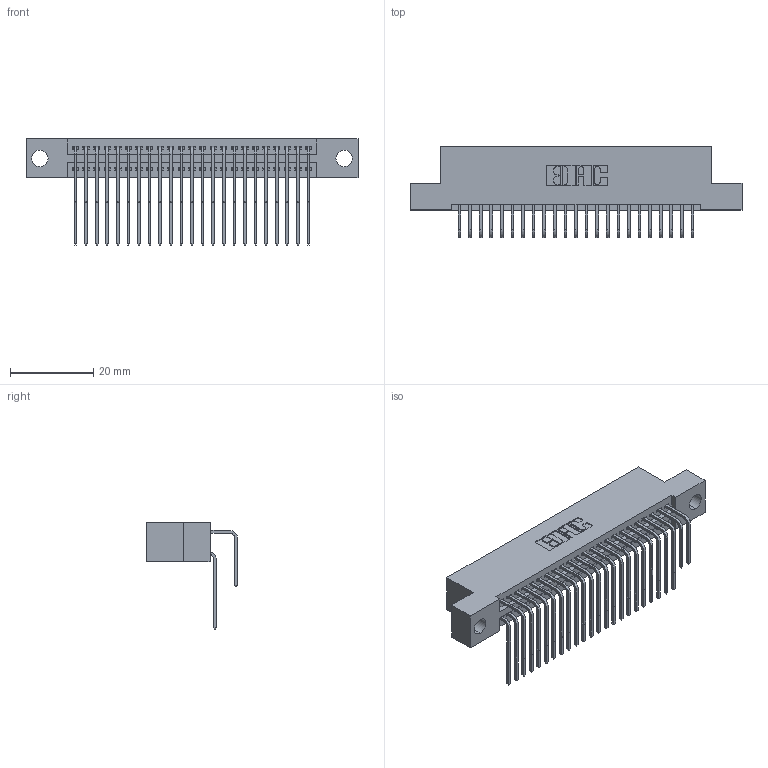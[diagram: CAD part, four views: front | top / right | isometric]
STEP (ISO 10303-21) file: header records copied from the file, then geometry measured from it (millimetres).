
FILE_DESCRIPTION (( 'STEP AP203' ), '1' );
FILE_NAME ('395-046-558-204.STEP', '2018-11-16T17:41:24', ( '' ), ( '' ), 'SwSTEP 2.0', 'SolidWorks 2016', '' );
FILE_SCHEMA (( 'CONFIG_CONTROL_DESIGN' ));
Length unit declared in the file: inch
Products named in the file (4): 345-292-001_558 Tail - 2; 345 Part_Flush Mounting Lugs - 0.156 Dia-TH; 395-046-558-204; 345-292-001_558 559 Tail - 1
Assembly tree (47 placements, depth 2):
  395-046-558-204
    345 Part_Flush Mounting Lugs - 0.156 Dia-TH
    345-292-001_558 559 Tail - 1  x23
    345-292-001_558 Tail - 2  x23
Bounding box: 79.63 x 21.83 x 25.53 mm (x, y, z)
Volume: 7736.4 mm3; surface area: 12130.7 mm2
Topology: 47 solids, 47 shells, 2518 faces, 7471 edges, 4918 vertices
Faces by surface type: plane 1690, cylinder 828
Entity records: 22259 total; most frequent: CARTESIAN_POINT 3795, ORIENTED_EDGE 3678, DIRECTION 3343, EDGE_CURVE 1839, LINE 1575, VECTOR 1575, VERTEX_POINT 1222, AXIS2_PLACEMENT_3D 884
